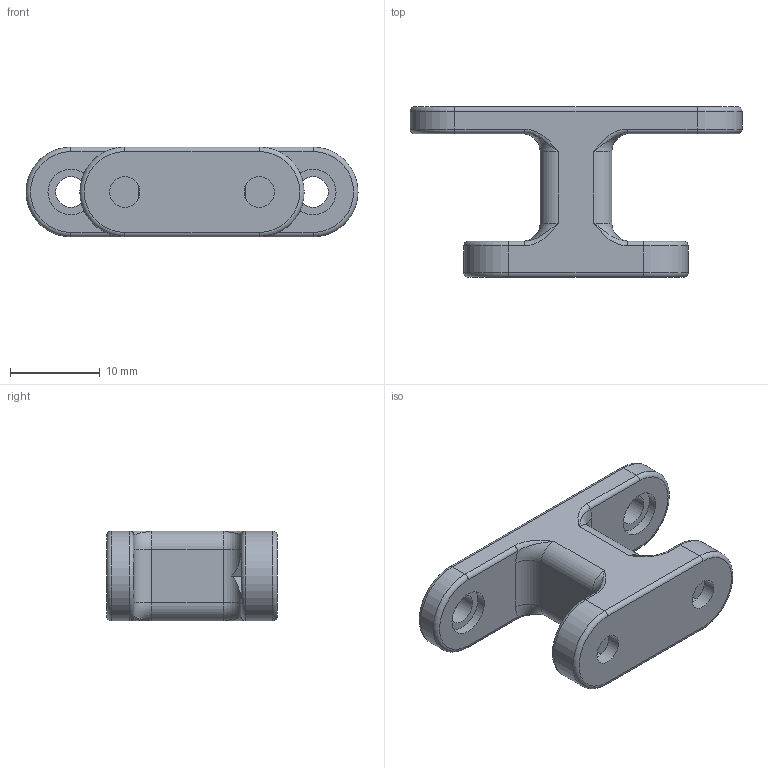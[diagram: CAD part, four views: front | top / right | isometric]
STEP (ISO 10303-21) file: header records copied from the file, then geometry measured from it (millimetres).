
FILE_DESCRIPTION(/* description */ (''),/* implementation_level */ '2;1');
FILE_NAME(/* name */ 'v3ballmount.stp',/* time_stamp */ '2024-01-19T20:24:13-06:00',/* author */ ('Eric'),/* organization */ (''),/* preprocessor_version */ 'ST-DEVELOPER v20',/* originating_system */ 'Autodesk Inventor 2024',/* authorisation */ '');
FILE_SCHEMA (('AUTOMOTIVE_DESIGN { 1 0 10303 214 3 1 1 }'));
Length unit declared in the file: millimetre
Products named in the file (1): v3ballmount
Bounding box: 37 x 19 x 10 mm (x, y, z)
Volume: 2655.4 mm3; surface area: 1946.4 mm2
Topology: 1 solids, 1 shells, 80 faces, 196 edges, 112 vertices
Faces by surface type: cylinder 30, plane 26, torus 16, bspline 8
Full cylindrical faces by diameter (mm): 3.4 x4, 5.1 x2
Entity records: 2727 total; most frequent: CARTESIAN_POINT 829, DIRECTION 402, ORIENTED_EDGE 376, EDGE_CURVE 188, AXIS2_PLACEMENT_3D 157, VERTEX_POINT 112, EDGE_LOOP 90, LINE 88
